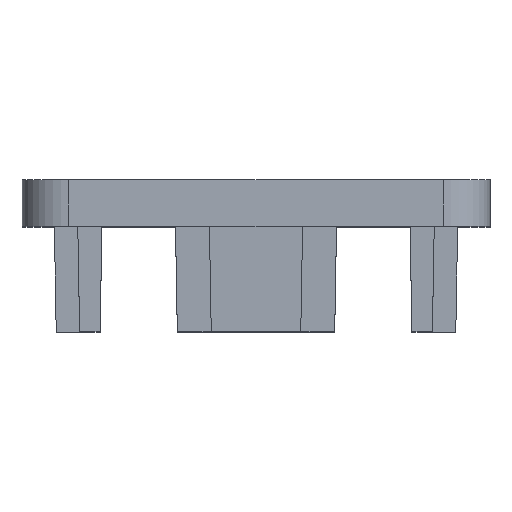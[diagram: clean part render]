
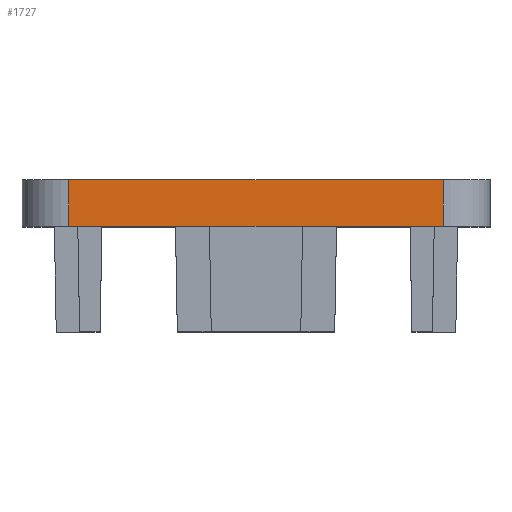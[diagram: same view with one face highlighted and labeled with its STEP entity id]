
A CAD part, top view. The second image highlights one B-rep face of the part: STEP entity #1727.
In plain terms, the highlighted planar face has unit normal (0, 0, 1).
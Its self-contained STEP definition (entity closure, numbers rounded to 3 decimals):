
#140=ORIENTED_EDGE('',*,*,#621,.T.);
#141=ORIENTED_EDGE('',*,*,#608,.T.);
#142=ORIENTED_EDGE('',*,*,#623,.F.);
#143=ORIENTED_EDGE('',*,*,#624,.F.);
#608=EDGE_CURVE('',#853,#852,#1006,.T.);
#621=EDGE_CURVE('',#863,#853,#1016,.T.);
#623=EDGE_CURVE('',#864,#852,#1017,.T.);
#624=EDGE_CURVE('',#863,#864,#1018,.T.);
#852=VERTEX_POINT('',#2540);
#853=VERTEX_POINT('',#2542);
#863=VERTEX_POINT('',#2568);
#864=VERTEX_POINT('',#2572);
#1006=LINE('',#2541,#1210);
#1016=LINE('',#2567,#1220);
#1017=LINE('',#2571,#1221);
#1018=LINE('',#2573,#1222);
#1210=VECTOR('',#2032,1000.);
#1220=VECTOR('',#2054,1000.);
#1221=VECTOR('',#2059,1000.);
#1222=VECTOR('',#2060,1000.);
#1401=EDGE_LOOP('',(#140,#141,#142,#143));
#1529=FACE_BOUND('',#1401,.T.);
#1646=PLANE('',#1857);
#1727=ADVANCED_FACE('',(#1529),#1646,.F.);
#1857=AXIS2_PLACEMENT_3D('',#2570,#2057,#2058);
#2032=DIRECTION('',(1.,0.,0.));
#2054=DIRECTION('',(0.,-1.,0.));
#2057=DIRECTION('',(0.,0.,-1.));
#2058=DIRECTION('',(-1.,0.,0.));
#2059=DIRECTION('',(0.,-1.,0.));
#2060=DIRECTION('',(1.,0.,0.));
#2540=CARTESIAN_POINT('',(36.,0.,40.));
#2541=CARTESIAN_POINT('',(4.,0.,40.));
#2542=CARTESIAN_POINT('',(4.,0.,40.));
#2567=CARTESIAN_POINT('',(4.,4.,40.));
#2568=CARTESIAN_POINT('',(4.,4.,40.));
#2570=CARTESIAN_POINT('',(4.,4.,40.));
#2571=CARTESIAN_POINT('',(36.,4.,40.));
#2572=CARTESIAN_POINT('',(36.,4.,40.));
#2573=CARTESIAN_POINT('',(4.,4.,40.));
